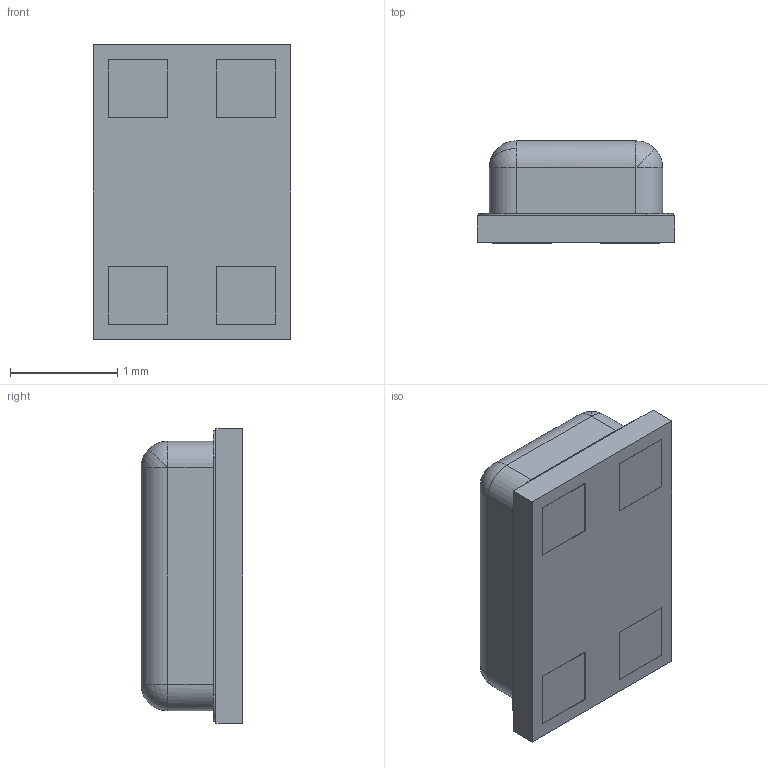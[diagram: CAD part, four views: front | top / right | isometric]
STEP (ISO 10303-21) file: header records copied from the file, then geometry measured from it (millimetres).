
FILE_DESCRIPTION (( 'STEP AP214' ), '1' );
FILE_NAME ('CUI_DEVICES_CMM-2718AT-42316-TR.step', '2019-10-20T21:53:34', ( '' ), ( '' ), 'SwSTEP 2.0', 'SolidWorks 2019', '' );
FILE_SCHEMA (( 'AUTOMOTIVE_DESIGN' ));
Length unit declared in the file: inch
Products named in the file (1): CUI_DEVICES_CMM-2718AT-42316-TR
Bounding box: 1.85 x 0.95 x 2.75 mm (x, y, z)
Volume: 4 mm3; surface area: 17.6 mm2
Topology: 1 solids, 1 shells, 59 faces, 134 edges, 84 vertices
Faces by surface type: plane 37, cylinder 14, sphere 8
Entity records: 1806 total; most frequent: DIRECTION 290, CARTESIAN_POINT 278, ORIENTED_EDGE 268, EDGE_CURVE 134, LINE 98, VECTOR 98, AXIS2_PLACEMENT_3D 96, VERTEX_POINT 84
